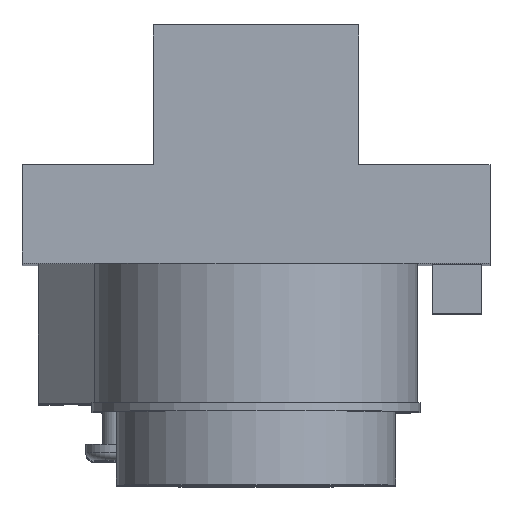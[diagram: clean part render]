
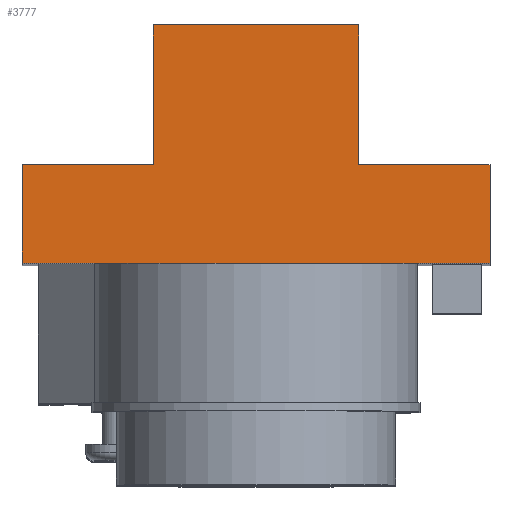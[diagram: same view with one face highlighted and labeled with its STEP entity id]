
A CAD part, top view. The second image highlights one B-rep face of the part: STEP entity #3777.
In plain terms, the highlighted face is planar.
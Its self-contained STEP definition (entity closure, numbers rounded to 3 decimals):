
#193=LINE('',#6742,#641);
#255=LINE('',#6874,#703);
#259=LINE('',#6882,#707);
#289=LINE('',#6946,#737);
#290=LINE('',#6948,#738);
#291=LINE('',#6950,#739);
#292=LINE('',#6951,#740);
#293=LINE('',#6952,#741);
#641=VECTOR('',#5623,1000.);
#703=VECTOR('',#5721,1000.);
#707=VECTOR('',#5727,1000.);
#737=VECTOR('',#5783,1000.);
#738=VECTOR('',#5784,1000.);
#739=VECTOR('',#5785,1000.);
#740=VECTOR('',#5786,1000.);
#741=VECTOR('',#5787,1000.);
#1522=ORIENTED_EDGE('',*,*,#2376,.T.);
#1523=ORIENTED_EDGE('',*,*,#2412,.T.);
#1524=ORIENTED_EDGE('',*,*,#2413,.T.);
#1525=ORIENTED_EDGE('',*,*,#2414,.T.);
#1526=ORIENTED_EDGE('',*,*,#2372,.T.);
#1527=ORIENTED_EDGE('',*,*,#2415,.T.);
#1528=ORIENTED_EDGE('',*,*,#2306,.F.);
#1529=ORIENTED_EDGE('',*,*,#2416,.F.);
#2306=EDGE_CURVE('',#2796,#2793,#193,.T.);
#2372=EDGE_CURVE('',#2849,#2850,#255,.T.);
#2376=EDGE_CURVE('',#2852,#2851,#259,.T.);
#2412=EDGE_CURVE('',#2851,#2873,#289,.T.);
#2413=EDGE_CURVE('',#2873,#2874,#290,.T.);
#2414=EDGE_CURVE('',#2874,#2849,#291,.T.);
#2415=EDGE_CURVE('',#2850,#2793,#292,.T.);
#2416=EDGE_CURVE('',#2852,#2796,#293,.T.);
#2793=VERTEX_POINT('',#6736);
#2796=VERTEX_POINT('',#6741);
#2849=VERTEX_POINT('',#6875);
#2850=VERTEX_POINT('',#6876);
#2851=VERTEX_POINT('',#6881);
#2852=VERTEX_POINT('',#6883);
#2873=VERTEX_POINT('',#6947);
#2874=VERTEX_POINT('',#6949);
#3170=EDGE_LOOP('',(#1522,#1523,#1524,#1525,#1526,#1527,#1528,#1529));
#3398=FACE_BOUND('',#3170,.T.);
#3585=PLANE('',#5061);
#3777=ADVANCED_FACE('',(#3398),#3585,.F.);
#5061=AXIS2_PLACEMENT_3D('',#6945,#5781,#5782);
#5623=DIRECTION('',(0.,0.,-1.));
#5721=DIRECTION('',(0.,0.,-1.));
#5727=DIRECTION('',(0.,0.,-1.));
#5781=DIRECTION('',(-1.,0.,0.));
#5782=DIRECTION('',(0.,0.,1.));
#5783=DIRECTION('',(0.,-1.,0.));
#5784=DIRECTION('',(0.,0.,-1.));
#5785=DIRECTION('',(0.,1.,0.));
#5786=DIRECTION('',(0.,1.,0.));
#5787=DIRECTION('',(0.,1.,0.));
#6736=CARTESIAN_POINT('',(77.149,7.,0.));
#6741=CARTESIAN_POINT('',(77.149,7.,57.));
#6742=CARTESIAN_POINT('',(77.149,7.,57.));
#6874=CARTESIAN_POINT('',(77.149,-5.,57.));
#6875=CARTESIAN_POINT('',(77.149,-5.,16.));
#6876=CARTESIAN_POINT('',(77.149,-5.,0.));
#6881=CARTESIAN_POINT('',(77.149,-5.,41.));
#6882=CARTESIAN_POINT('',(77.149,-5.,57.));
#6883=CARTESIAN_POINT('',(77.149,-5.,57.));
#6945=CARTESIAN_POINT('',(77.149,-5.,57.));
#6946=CARTESIAN_POINT('',(77.149,-5.,41.));
#6947=CARTESIAN_POINT('',(77.149,-22.,41.));
#6948=CARTESIAN_POINT('',(77.149,-22.,41.));
#6949=CARTESIAN_POINT('',(77.149,-22.,16.));
#6950=CARTESIAN_POINT('',(77.149,-22.,16.));
#6951=CARTESIAN_POINT('',(77.149,-5.,0.));
#6952=CARTESIAN_POINT('',(77.149,-5.,57.));
